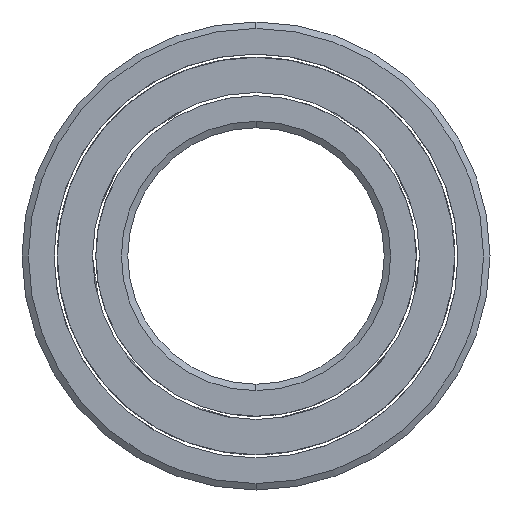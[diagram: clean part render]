
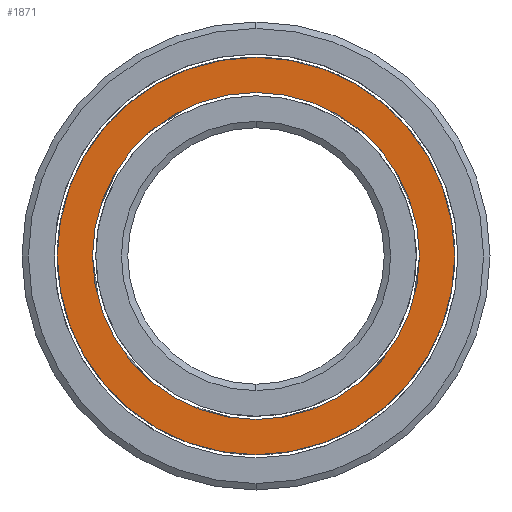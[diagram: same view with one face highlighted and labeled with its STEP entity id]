
A CAD part, left-side view. The second image highlights one B-rep face of the part: STEP entity #1871.
In plain terms, the highlighted planar face has unit normal (-1, 0, 0).
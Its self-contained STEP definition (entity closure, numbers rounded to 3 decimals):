
#33 = EDGE_CURVE ( 'NONE', #3547, #2046, #485, .T. ) ;
#37 = AXIS2_PLACEMENT_3D ( 'NONE', #3212, #3914, #1020 ) ;
#485 = CIRCLE ( 'NONE', #3180, 12.75 ) ;
#531 = CARTESIAN_POINT ( 'NONE',  ( -3.5, 0., 12.75 ) ) ;
#630 = PLANE ( 'NONE',  #3978 ) ;
#925 = FACE_OUTER_BOUND ( 'NONE', #1494, .T. ) ;
#1020 = DIRECTION ( 'NONE',  ( 0., 0., -1. ) ) ;
#1172 = EDGE_CURVE ( 'NONE', #3378, #4664, #2335, .T. ) ;
#1494 = EDGE_LOOP ( 'NONE', ( #1696, #3158 ) ) ;
#1696 = ORIENTED_EDGE ( 'NONE', *, *, #1172, .F. ) ;
#1762 = DIRECTION ( 'NONE',  ( 0., 0., -1. ) ) ;
#1871 = ADVANCED_FACE ( 'NONE', ( #925, #2444 ), #630, .F. ) ;
#1981 = DIRECTION ( 'NONE',  ( 1., 0., 0. ) ) ;
#2046 = VERTEX_POINT ( 'NONE', #3528 ) ;
#2075 = CARTESIAN_POINT ( 'NONE',  ( -3.5, 0., 0. ) ) ;
#2127 = CARTESIAN_POINT ( 'NONE',  ( -3.5, 0., 0. ) ) ;
#2227 = EDGE_CURVE ( 'NONE', #2046, #3547, #4531, .T. ) ;
#2335 = CIRCLE ( 'NONE', #37, 15.5 ) ;
#2444 = FACE_BOUND ( 'NONE', #2775, .T. ) ;
#2577 = CIRCLE ( 'NONE', #4034, 15.5 ) ;
#2775 = EDGE_LOOP ( 'NONE', ( #4616, #3295 ) ) ;
#3158 = ORIENTED_EDGE ( 'NONE', *, *, #3227, .F. ) ;
#3180 = AXIS2_PLACEMENT_3D ( 'NONE', #4358, #1981, #3774 ) ;
#3186 = DIRECTION ( 'NONE',  ( 1., 0., 0. ) ) ;
#3212 = CARTESIAN_POINT ( 'NONE',  ( -3.5, 0., 0. ) ) ;
#3227 = EDGE_CURVE ( 'NONE', #4664, #3378, #2577, .T. ) ;
#3281 = CARTESIAN_POINT ( 'NONE',  ( -3.5, 0., 15.5 ) ) ;
#3295 = ORIENTED_EDGE ( 'NONE', *, *, #33, .T. ) ;
#3332 = DIRECTION ( 'NONE',  ( 1., 0., 0. ) ) ;
#3378 = VERTEX_POINT ( 'NONE', #4383 ) ;
#3528 = CARTESIAN_POINT ( 'NONE',  ( -3.5, 0., -12.75 ) ) ;
#3542 = AXIS2_PLACEMENT_3D ( 'NONE', #2127, #3332, #1762 ) ;
#3547 = VERTEX_POINT ( 'NONE', #531 ) ;
#3668 = DIRECTION ( 'NONE',  ( 0., 0., -1. ) ) ;
#3774 = DIRECTION ( 'NONE',  ( 0., 0., -1. ) ) ;
#3914 = DIRECTION ( 'NONE',  ( 1., 0., 0. ) ) ;
#3936 = DIRECTION ( 'NONE',  ( 0., 1., 0. ) ) ;
#3939 = CARTESIAN_POINT ( 'NONE',  ( -3.5, 0., 0. ) ) ;
#3978 = AXIS2_PLACEMENT_3D ( 'NONE', #2075, #3186, #3936 ) ;
#4034 = AXIS2_PLACEMENT_3D ( 'NONE', #3939, #4101, #3668 ) ;
#4101 = DIRECTION ( 'NONE',  ( 1., 0., 0. ) ) ;
#4358 = CARTESIAN_POINT ( 'NONE',  ( -3.5, 0., 0. ) ) ;
#4383 = CARTESIAN_POINT ( 'NONE',  ( -3.5, 0., -15.5 ) ) ;
#4531 = CIRCLE ( 'NONE', #3542, 12.75 ) ;
#4616 = ORIENTED_EDGE ( 'NONE', *, *, #2227, .T. ) ;
#4664 = VERTEX_POINT ( 'NONE', #3281 ) ;
